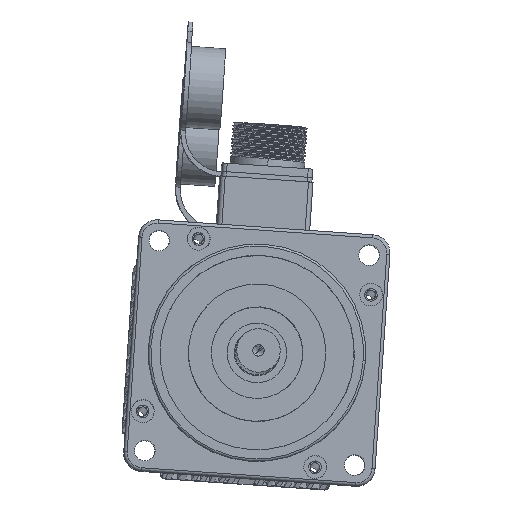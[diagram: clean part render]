
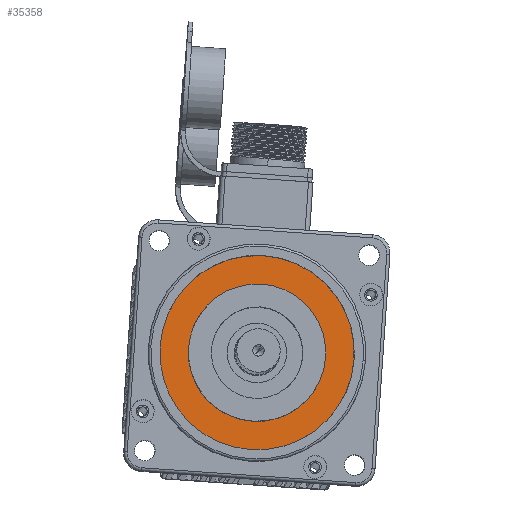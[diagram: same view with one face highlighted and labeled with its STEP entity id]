
A CAD part, top view. The second image highlights one B-rep face of the part: STEP entity #35358.
In plain terms, the highlighted face is planar.
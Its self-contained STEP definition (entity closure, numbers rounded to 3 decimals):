
#786 = CIRCLE ( 'NONE', #19507, 42.5 ) ;
#1279 = VERTEX_POINT ( 'NONE', #26549 ) ;
#2412 = FACE_BOUND ( 'NONE', #27747, .T. ) ;
#4479 = VERTEX_POINT ( 'NONE', #28781 ) ;
#5132 = AXIS2_PLACEMENT_3D ( 'NONE', #11976, #35113, #15289 ) ;
#6365 = CARTESIAN_POINT ( 'NONE',  ( 0., 0., 4.5 ) ) ;
#6597 = ORIENTED_EDGE ( 'NONE', *, *, #40223, .F. ) ;
#7228 = AXIS2_PLACEMENT_3D ( 'NONE', #7548, #30666, #10861 ) ;
#7548 = CARTESIAN_POINT ( 'NONE',  ( 0., 0., 4.5 ) ) ;
#9050 = ORIENTED_EDGE ( 'NONE', *, *, #32117, .T. ) ;
#9610 = CIRCLE ( 'NONE', #7228, 30. ) ;
#9705 = DIRECTION ( 'NONE',  ( 0., 0., -1. ) ) ;
#10861 = DIRECTION ( 'NONE',  ( -1., 0., 0. ) ) ;
#10918 = VERTEX_POINT ( 'NONE', #16969 ) ;
#11190 = FACE_OUTER_BOUND ( 'NONE', #15524, .T. ) ;
#11284 = AXIS2_PLACEMENT_3D ( 'NONE', #19605, #42718, #22867 ) ;
#11976 = CARTESIAN_POINT ( 'NONE',  ( 0., 0., 4.5 ) ) ;
#15289 = DIRECTION ( 'NONE',  ( -1., 0., 0. ) ) ;
#15524 = EDGE_LOOP ( 'NONE', ( #9050, #33402 ) ) ;
#16168 = DIRECTION ( 'NONE',  ( 0., 0., -1. ) ) ;
#16969 = CARTESIAN_POINT ( 'NONE',  ( -42.5, 0., 4.5 ) ) ;
#18816 = EDGE_CURVE ( 'NONE', #4479, #22666, #9610, .T. ) ;
#19507 = AXIS2_PLACEMENT_3D ( 'NONE', #35956, #16168, #39284 ) ;
#19605 = CARTESIAN_POINT ( 'NONE',  ( 0., 0., 4.5 ) ) ;
#22666 = VERTEX_POINT ( 'NONE', #37085 ) ;
#22867 = DIRECTION ( 'NONE',  ( -1., 0., 0. ) ) ;
#24430 = CIRCLE ( 'NONE', #5132, 30. ) ;
#26549 = CARTESIAN_POINT ( 'NONE',  ( 42.5, 0., 4.5 ) ) ;
#27747 = EDGE_LOOP ( 'NONE', ( #6597, #39395 ) ) ;
#28781 = CARTESIAN_POINT ( 'NONE',  ( 30., 0., 4.5 ) ) ;
#29361 = PLANE ( 'NONE',  #38849 ) ;
#30666 = DIRECTION ( 'NONE',  ( 0., 0., -1. ) ) ;
#31564 = CIRCLE ( 'NONE', #11284, 42.5 ) ;
#32117 = EDGE_CURVE ( 'NONE', #10918, #1279, #31564, .T. ) ;
#32828 = DIRECTION ( 'NONE',  ( -1., 0., 0. ) ) ;
#33402 = ORIENTED_EDGE ( 'NONE', *, *, #39400, .T. ) ;
#35113 = DIRECTION ( 'NONE',  ( 0., 0., -1. ) ) ;
#35358 = ADVANCED_FACE ( 'NONE', ( #2412, #11190 ), #29361, .T. ) ;
#35956 = CARTESIAN_POINT ( 'NONE',  ( 0., 0., 4.5 ) ) ;
#37085 = CARTESIAN_POINT ( 'NONE',  ( -30., 0., 4.5 ) ) ;
#38849 = AXIS2_PLACEMENT_3D ( 'NONE', #6365, #9705, #32828 ) ;
#39284 = DIRECTION ( 'NONE',  ( -1., 0., 0. ) ) ;
#39395 = ORIENTED_EDGE ( 'NONE', *, *, #18816, .F. ) ;
#39400 = EDGE_CURVE ( 'NONE', #1279, #10918, #786, .T. ) ;
#40223 = EDGE_CURVE ( 'NONE', #22666, #4479, #24430, .T. ) ;
#42718 = DIRECTION ( 'NONE',  ( 0., 0., -1. ) ) ;
